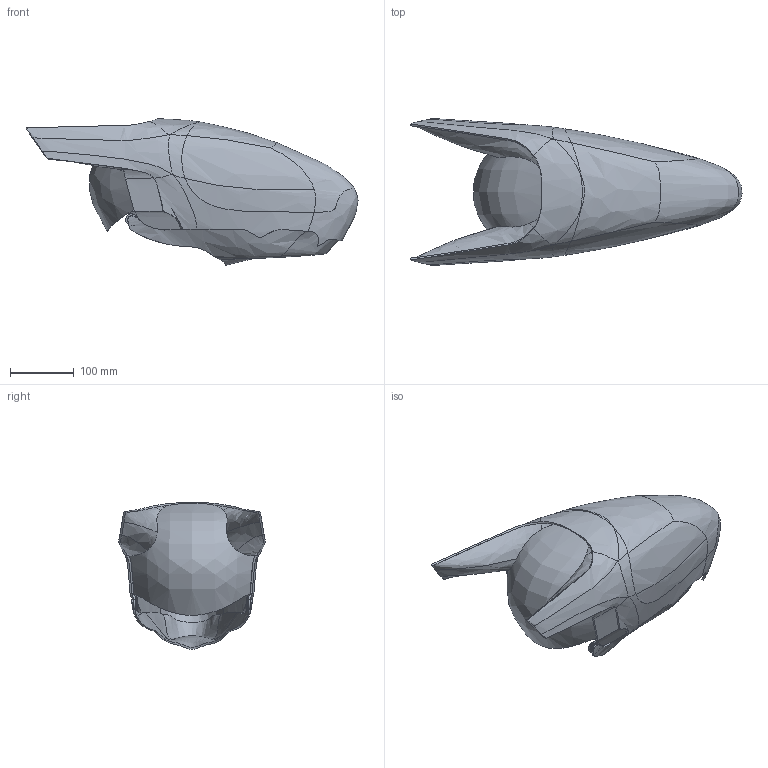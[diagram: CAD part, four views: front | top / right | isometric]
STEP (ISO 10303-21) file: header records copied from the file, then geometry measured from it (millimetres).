
FILE_DESCRIPTION(/* description */ (''),/* implementation_level */ '2;1');
FILE_NAME(/* name */ 'XCR Head DX.3 (Main) v10.step',/* time_stamp */ '2025-08-04T16:28:39+10:00',/* author */ (''),/* organization */ (''),/* preprocessor_version */ 'ST-DEVELOPER v20.1',/* originating_system */ 'Autodesk Translation Framework v14.10.0.0',/* authorisation */ '');
FILE_SCHEMA (('AUTOMOTIVE_DESIGN { 1 0 10303 214 3 1 1 }'));
Products named in the file (1): XCR Head DX.3 (Main)
Bounding box: 522.87 x 231.61 x 231.2 mm (x, y, z)
Volume: 1165923.6 mm3; surface area: 494040.7 mm2
Topology: 3 solids, 3 shells, 317 faces, 940 edges, 626 vertices
Faces by surface type: bspline 265, cylinder 20, plane 18, cone 8, torus 4, sphere 2
Full cylindrical faces by diameter (mm): 5 x4, 11.6 x2
Entity records: 39626 total; most frequent: CARTESIAN_POINT 33391, ORIENTED_EDGE 1862, EDGE_CURVE 931, B_SPLINE_CURVE_WITH_KNOTS 775, VERTEX_POINT 626, DIRECTION 360, EDGE_LOOP 329, FACE_OUTER_BOUND 317
